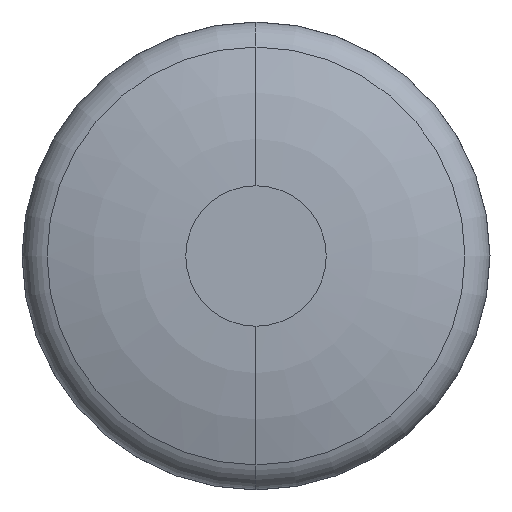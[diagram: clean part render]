
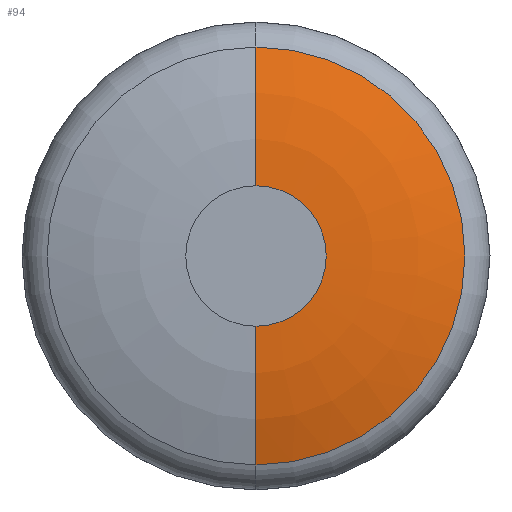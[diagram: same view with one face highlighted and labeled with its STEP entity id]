
A CAD part, front view. The second image highlights one B-rep face of the part: STEP entity #94.
In plain terms, the highlighted toroidal (fillet/blend) face has major radius 1.2 mm and minor radius 7.2 mm.
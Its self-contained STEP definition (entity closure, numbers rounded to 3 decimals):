
#7 = CIRCLE ( 'NONE', #72, 3.571 ) ;
#72 = AXIS2_PLACEMENT_3D ( 'NONE', #108, #539, #280 ) ;
#94 = ADVANCED_FACE ( 'NONE', ( #452 ), #468, .T. ) ;
#108 = CARTESIAN_POINT ( 'NONE',  ( 0., 0.401, 0. ) ) ;
#111 = ORIENTED_EDGE ( 'NONE', *, *, #352, .F. ) ;
#123 = DIRECTION ( 'NONE',  ( 0., -1., 0. ) ) ;
#126 = DIRECTION ( 'NONE',  ( 1., 0., 0. ) ) ;
#129 = AXIS2_PLACEMENT_3D ( 'NONE', #446, #547, #497 ) ;
#147 = CARTESIAN_POINT ( 'NONE',  ( 0., 0.401, -3.571 ) ) ;
#176 = EDGE_LOOP ( 'NONE', ( #186, #323, #111, #222 ) ) ;
#186 = ORIENTED_EDGE ( 'NONE', *, *, #267, .T. ) ;
#190 = CIRCLE ( 'NONE', #489, 7.2 ) ;
#191 = VERTEX_POINT ( 'NONE', #347 ) ;
#192 = CARTESIAN_POINT ( 'NONE',  ( 0., 7.2, -1.2 ) ) ;
#219 = VERTEX_POINT ( 'NONE', #456 ) ;
#222 = ORIENTED_EDGE ( 'NONE', *, *, #287, .F. ) ;
#263 = VERTEX_POINT ( 'NONE', #147 ) ;
#267 = EDGE_CURVE ( 'NONE', #263, #191, #7, .T. ) ;
#280 = DIRECTION ( 'NONE',  ( 0., 0., -1. ) ) ;
#287 = EDGE_CURVE ( 'NONE', #263, #219, #542, .T. ) ;
#323 = ORIENTED_EDGE ( 'NONE', *, *, #518, .T. ) ;
#342 = CIRCLE ( 'NONE', #496, 1.2 ) ;
#347 = CARTESIAN_POINT ( 'NONE',  ( 0., 0.401, 3.571 ) ) ;
#352 = EDGE_CURVE ( 'NONE', #219, #513, #342, .T. ) ;
#355 = DIRECTION ( 'NONE',  ( -1., 0., 0. ) ) ;
#375 = DIRECTION ( 'NONE',  ( 0., 0., -1. ) ) ;
#388 = CARTESIAN_POINT ( 'NONE',  ( 0., 7.2, 1.2 ) ) ;
#415 = CARTESIAN_POINT ( 'NONE',  ( 0., 0., 1.2 ) ) ;
#430 = AXIS2_PLACEMENT_3D ( 'NONE', #192, #355, #530 ) ;
#446 = CARTESIAN_POINT ( 'NONE',  ( 0., 7.2, 0. ) ) ;
#452 = FACE_OUTER_BOUND ( 'NONE', #176, .T. ) ;
#456 = CARTESIAN_POINT ( 'NONE',  ( 0., 0., -1.2 ) ) ;
#462 = DIRECTION ( 'NONE',  ( 0., 0., -1. ) ) ;
#468 = TOROIDAL_SURFACE ( 'NONE', #129, 1.2, 7.2 ) ;
#489 = AXIS2_PLACEMENT_3D ( 'NONE', #388, #126, #462 ) ;
#496 = AXIS2_PLACEMENT_3D ( 'NONE', #540, #123, #375 ) ;
#497 = DIRECTION ( 'NONE',  ( 0., 0., -1. ) ) ;
#513 = VERTEX_POINT ( 'NONE', #415 ) ;
#518 = EDGE_CURVE ( 'NONE', #191, #513, #190, .T. ) ;
#530 = DIRECTION ( 'NONE',  ( 0., 0., 1. ) ) ;
#539 = DIRECTION ( 'NONE',  ( 0., -1., 0. ) ) ;
#540 = CARTESIAN_POINT ( 'NONE',  ( 0., 0., 0. ) ) ;
#542 = CIRCLE ( 'NONE', #430, 7.2 ) ;
#547 = DIRECTION ( 'NONE',  ( 0., -1., 0. ) ) ;
